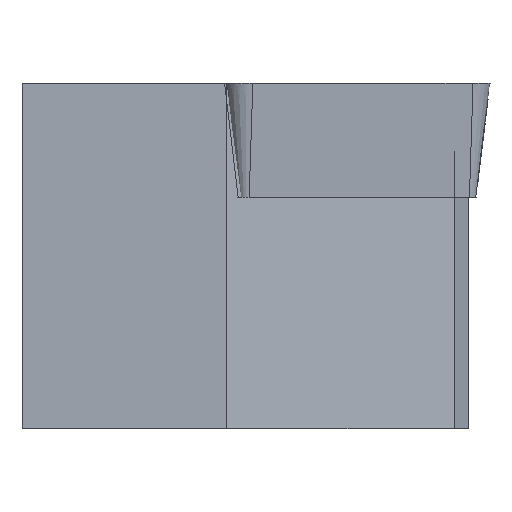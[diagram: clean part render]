
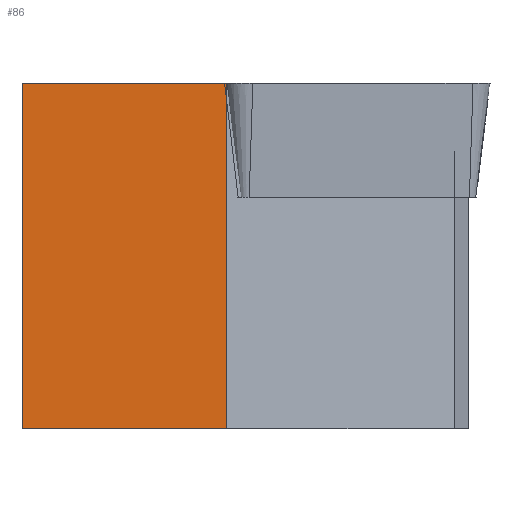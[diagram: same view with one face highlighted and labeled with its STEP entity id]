
A CAD part, left-side view. The second image highlights one B-rep face of the part: STEP entity #86.
In plain terms, the highlighted planar face has unit normal (-1, 0, 0).
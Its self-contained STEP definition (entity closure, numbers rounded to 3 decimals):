
#63=PLANE('',#456);
#86=ADVANCED_FACE('',(#108),#63,.T.);
#108=FACE_OUTER_BOUND('',#136,.T.);
#136=EDGE_LOOP('',(#282,#283,#284,#285));
#162=LINE('',#640,#202);
#163=LINE('',#643,#203);
#164=LINE('',#645,#204);
#165=LINE('',#647,#205);
#202=VECTOR('',#534,1.);
#203=VECTOR('',#535,1.);
#204=VECTOR('',#536,1.);
#205=VECTOR('',#537,1.);
#282=ORIENTED_EDGE('',*,*,#394,.F.);
#283=ORIENTED_EDGE('',*,*,#395,.F.);
#284=ORIENTED_EDGE('',*,*,#396,.T.);
#285=ORIENTED_EDGE('',*,*,#397,.T.);
#350=VERTEX_POINT('',#641);
#351=VERTEX_POINT('',#642);
#352=VERTEX_POINT('',#644);
#353=VERTEX_POINT('',#646);
#394=EDGE_CURVE('',#350,#351,#162,.T.);
#395=EDGE_CURVE('',#352,#350,#163,.T.);
#396=EDGE_CURVE('',#352,#353,#164,.T.);
#397=EDGE_CURVE('',#353,#351,#165,.T.);
#456=AXIS2_PLACEMENT_3D('',#648,#538,#539);
#534=DIRECTION('',(0.,1.,0.));
#535=DIRECTION('',(0.,0.,-1.));
#536=DIRECTION('',(0.,1.,0.));
#537=DIRECTION('',(0.,0.,-1.));
#538=DIRECTION('',(-1.,0.,0.));
#539=DIRECTION('',(0.,-1.,0.));
#640=CARTESIAN_POINT('',(-1.867,9.334,-12.01));
#641=CARTESIAN_POINT('',(-1.867,9.334,-12.01));
#642=CARTESIAN_POINT('',(-1.867,16.45,-12.01));
#643=CARTESIAN_POINT('',(-1.867,9.334,-0.01));
#644=CARTESIAN_POINT('',(-1.867,9.334,-0.01));
#645=CARTESIAN_POINT('',(-1.867,9.334,-0.01));
#646=CARTESIAN_POINT('',(-1.867,16.45,-0.01));
#647=CARTESIAN_POINT('',(-1.867,16.45,-0.01));
#648=CARTESIAN_POINT('',(-1.867,9.334,-0.01));
